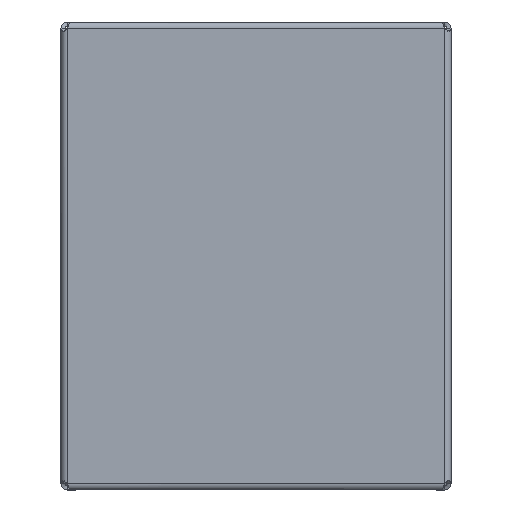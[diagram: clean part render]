
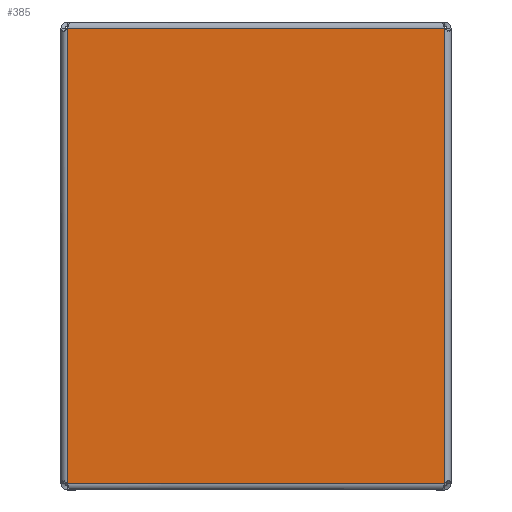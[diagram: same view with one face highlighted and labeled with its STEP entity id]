
A CAD part, front view. The second image highlights one B-rep face of the part: STEP entity #385.
In plain terms, the highlighted planar face has unit normal (0, -1, 0).
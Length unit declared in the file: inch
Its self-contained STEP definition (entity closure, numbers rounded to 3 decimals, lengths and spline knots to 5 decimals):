
#120 = DIRECTION ( 'NONE',  ( 0., 0., -1. ) ) ;
#160 = CARTESIAN_POINT ( 'NONE',  ( 4.83352, 0., 0. ) ) ;
#178 = VECTOR ( 'NONE', #6399, 39.37008 ) ;
#385 = ADVANCED_FACE ( 'NONE', ( #7493 ), #7403, .T. ) ;
#438 = VECTOR ( 'NONE', #765, 39.37008 ) ;
#461 = EDGE_LOOP ( 'NONE', ( #3433, #5685, #1124, #8668 ) ) ;
#571 = CARTESIAN_POINT ( 'NONE',  ( -13.9548, 0., 0. ) ) ;
#765 = DIRECTION ( 'NONE',  ( 1., 0., 0. ) ) ;
#843 = CARTESIAN_POINT ( 'NONE',  ( -13.9548, 0., -0.99806 ) ) ;
#1087 = DIRECTION ( 'NONE',  ( 0., 0., -1. ) ) ;
#1124 = ORIENTED_EDGE ( 'NONE', *, *, #4674, .T. ) ;
#1208 = CARTESIAN_POINT ( 'NONE',  ( -4.83352, 0., -12.66504 ) ) ;
#1341 = VECTOR ( 'NONE', #8538, 39.37008 ) ;
#1356 = LINE ( 'NONE', #4932, #438 ) ;
#2589 = DIRECTION ( 'NONE',  ( 0., -1., 0. ) ) ;
#2810 = EDGE_CURVE ( 'NONE', #4885, #4195, #3518, .T. ) ;
#2988 = AXIS2_PLACEMENT_3D ( 'NONE', #571, #2589, #1087 ) ;
#3309 = CARTESIAN_POINT ( 'NONE',  ( 4.83352, 0., -0.99806 ) ) ;
#3433 = ORIENTED_EDGE ( 'NONE', *, *, #2810, .T. ) ;
#3518 = LINE ( 'NONE', #7635, #8313 ) ;
#4186 = CARTESIAN_POINT ( 'NONE',  ( 4.83352, 0., -12.66504 ) ) ;
#4195 = VERTEX_POINT ( 'NONE', #1208 ) ;
#4329 = LINE ( 'NONE', #843, #1341 ) ;
#4674 = EDGE_CURVE ( 'NONE', #8453, #5197, #5662, .T. ) ;
#4885 = VERTEX_POINT ( 'NONE', #8856 ) ;
#4932 = CARTESIAN_POINT ( 'NONE',  ( -13.9548, 0., -12.66504 ) ) ;
#5197 = VERTEX_POINT ( 'NONE', #3309 ) ;
#5662 = LINE ( 'NONE', #160, #178 ) ;
#5685 = ORIENTED_EDGE ( 'NONE', *, *, #7077, .T. ) ;
#6399 = DIRECTION ( 'NONE',  ( 0., 0., 1. ) ) ;
#7077 = EDGE_CURVE ( 'NONE', #4195, #8453, #1356, .T. ) ;
#7403 = PLANE ( 'NONE',  #2988 ) ;
#7493 = FACE_OUTER_BOUND ( 'NONE', #461, .T. ) ;
#7570 = EDGE_CURVE ( 'NONE', #5197, #4885, #4329, .T. ) ;
#7635 = CARTESIAN_POINT ( 'NONE',  ( -4.83352, 0., 0. ) ) ;
#8313 = VECTOR ( 'NONE', #120, 39.37008 ) ;
#8453 = VERTEX_POINT ( 'NONE', #4186 ) ;
#8538 = DIRECTION ( 'NONE',  ( -1., 0., 0. ) ) ;
#8668 = ORIENTED_EDGE ( 'NONE', *, *, #7570, .T. ) ;
#8856 = CARTESIAN_POINT ( 'NONE',  ( -4.83352, 0., -0.99806 ) ) ;
